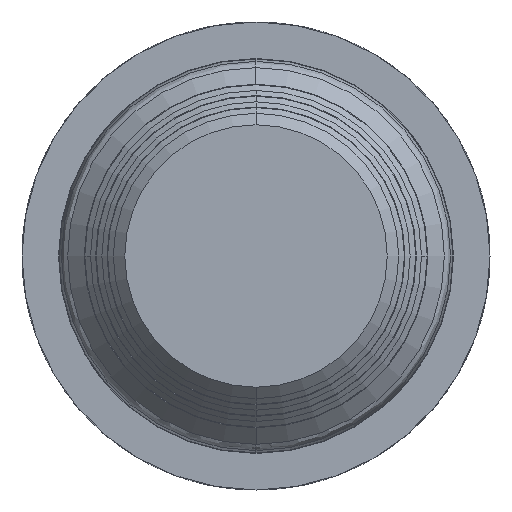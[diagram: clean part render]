
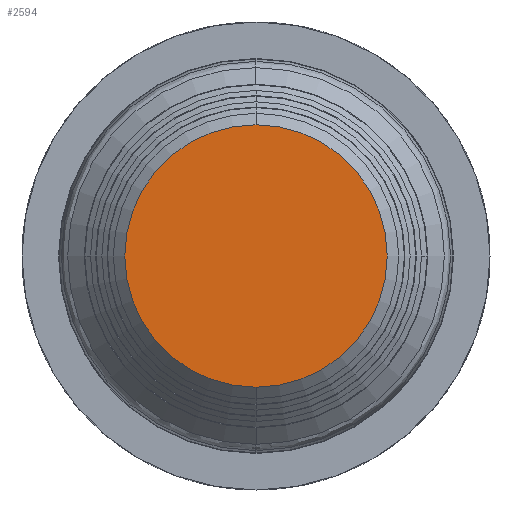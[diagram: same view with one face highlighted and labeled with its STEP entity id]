
A CAD part, front view. The second image highlights one B-rep face of the part: STEP entity #2594.
In plain terms, the highlighted planar face has unit normal (0, -1, 0).
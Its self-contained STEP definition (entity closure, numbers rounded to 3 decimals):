
#88 = ORIENTED_EDGE ( 'NONE', *, *, #3816, .F. ) ;
#1410 = FACE_OUTER_BOUND ( 'NONE', #7817, .T. ) ;
#2011 = AXIS2_PLACEMENT_3D ( 'NONE', #4927, #12932, #6112 ) ;
#2594 = ADVANCED_FACE ( 'NONE', ( #1410 ), #9531, .T. ) ;
#2652 = CARTESIAN_POINT ( 'NONE',  ( 0., -134.5, 0. ) ) ;
#3048 = DIRECTION ( 'NONE',  ( 0., 1., 0. ) ) ;
#3815 = DIRECTION ( 'NONE',  ( 0., -1., 0. ) ) ;
#3816 = EDGE_CURVE ( 'NONE', #6410, #11728, #3904, .T. ) ;
#3904 = CIRCLE ( 'NONE', #11534, 11.5 ) ;
#4927 = CARTESIAN_POINT ( 'NONE',  ( 0., -134.5, 0. ) ) ;
#6057 = AXIS2_PLACEMENT_3D ( 'NONE', #2652, #3815, #11837 ) ;
#6112 = DIRECTION ( 'NONE',  ( 0., 0., 1. ) ) ;
#6410 = VERTEX_POINT ( 'NONE', #14794 ) ;
#7817 = EDGE_LOOP ( 'NONE', ( #11211, #88 ) ) ;
#9016 = EDGE_CURVE ( 'NONE', #11728, #6410, #14090, .T. ) ;
#9531 = PLANE ( 'NONE',  #6057 ) ;
#9931 = CARTESIAN_POINT ( 'NONE',  ( 0., -134.5, 0. ) ) ;
#11101 = DIRECTION ( 'NONE',  ( 0., 0., 1. ) ) ;
#11211 = ORIENTED_EDGE ( 'NONE', *, *, #9016, .F. ) ;
#11534 = AXIS2_PLACEMENT_3D ( 'NONE', #9931, #3048, #11101 ) ;
#11728 = VERTEX_POINT ( 'NONE', #13503 ) ;
#11837 = DIRECTION ( 'NONE',  ( 1., 0., 0. ) ) ;
#12932 = DIRECTION ( 'NONE',  ( 0., 1., 0. ) ) ;
#13503 = CARTESIAN_POINT ( 'NONE',  ( 0., -134.5, 11.5 ) ) ;
#14090 = CIRCLE ( 'NONE', #2011, 11.5 ) ;
#14794 = CARTESIAN_POINT ( 'NONE',  ( 0., -134.5, -11.5 ) ) ;
